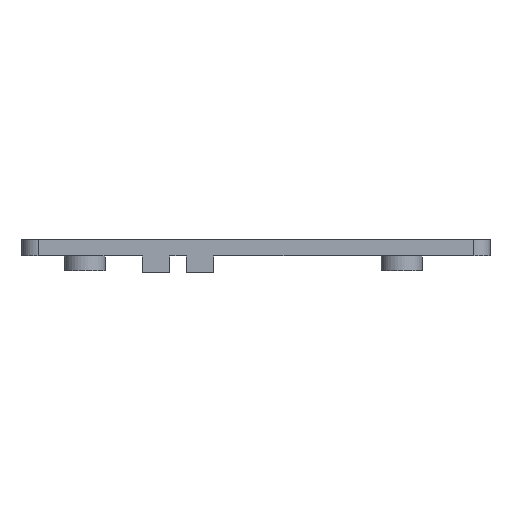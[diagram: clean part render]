
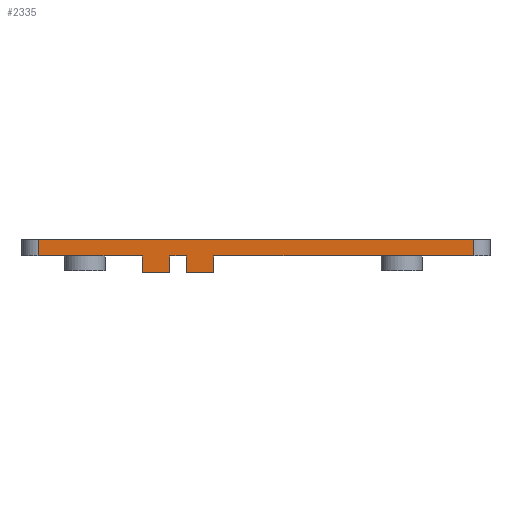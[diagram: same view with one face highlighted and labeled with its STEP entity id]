
A CAD part, front view. The second image highlights one B-rep face of the part: STEP entity #2335.
In plain terms, the highlighted planar face has unit normal (0, -1, 0).
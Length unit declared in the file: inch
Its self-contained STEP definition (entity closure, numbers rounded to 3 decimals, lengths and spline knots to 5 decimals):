
#18 = VECTOR ( 'NONE', #2408, 39.37008 ) ;
#32 = CARTESIAN_POINT ( 'NONE',  ( 2.75, 0., 0. ) ) ;
#57 = LINE ( 'NONE', #1687, #1145 ) ;
#71 = DIRECTION ( 'NONE',  ( 1., 0., 0. ) ) ;
#76 = EDGE_CURVE ( 'NONE', #78, #319, #2656, .T. ) ;
#78 = VERTEX_POINT ( 'NONE', #178 ) ;
#85 = ORIENTED_EDGE ( 'NONE', *, *, #1773, .F. ) ;
#159 = EDGE_CURVE ( 'NONE', #2631, #1860, #2783, .T. ) ;
#178 = CARTESIAN_POINT ( 'NONE',  ( 0.90042, 0., 0. ) ) ;
#182 = LINE ( 'NONE', #2256, #2277 ) ;
#208 = DIRECTION ( 'NONE',  ( 1., 0., 0. ) ) ;
#216 = CARTESIAN_POINT ( 'NONE',  ( 0.7329, 0., 0. ) ) ;
#234 = CARTESIAN_POINT ( 'NONE',  ( 1.16794, 0., -0.1 ) ) ;
#319 = VERTEX_POINT ( 'NONE', #2698 ) ;
#328 = LINE ( 'NONE', #1307, #1610 ) ;
#331 = DIRECTION ( 'NONE',  ( -1., 0., 0. ) ) ;
#347 = VECTOR ( 'NONE', #208, 39.37008 ) ;
#422 = CARTESIAN_POINT ( 'NONE',  ( 2.75, 0., 0.1 ) ) ;
#440 = DIRECTION ( 'NONE',  ( 0., 0., -1. ) ) ;
#491 = ORIENTED_EDGE ( 'NONE', *, *, #2738, .T. ) ;
#561 = EDGE_CURVE ( 'NONE', #2134, #1042, #57, .T. ) ;
#650 = EDGE_CURVE ( 'NONE', #1042, #2105, #182, .T. ) ;
#720 = ORIENTED_EDGE ( 'NONE', *, *, #1837, .T. ) ;
#813 = ORIENTED_EDGE ( 'NONE', *, *, #1066, .F. ) ;
#846 = VECTOR ( 'NONE', #331, 39.37008 ) ;
#875 = CARTESIAN_POINT ( 'NONE',  ( 0.7329, 0., -0.1 ) ) ;
#880 = DIRECTION ( 'NONE',  ( -1., 0., 0. ) ) ;
#925 = VERTEX_POINT ( 'NONE', #234 ) ;
#943 = VERTEX_POINT ( 'NONE', #422 ) ;
#944 = PLANE ( 'NONE',  #1047 ) ;
#988 = EDGE_CURVE ( 'NONE', #2134, #943, #1656, .T. ) ;
#1035 = ORIENTED_EDGE ( 'NONE', *, *, #1855, .F. ) ;
#1042 = VERTEX_POINT ( 'NONE', #1089 ) ;
#1047 = AXIS2_PLACEMENT_3D ( 'NONE', #1582, #1337, #2655 ) ;
#1066 = EDGE_CURVE ( 'NONE', #943, #1860, #2409, .T. ) ;
#1089 = CARTESIAN_POINT ( 'NONE',  ( 0.1, 0., 0. ) ) ;
#1094 = CARTESIAN_POINT ( 'NONE',  ( 1.00042, 0., -0.1 ) ) ;
#1097 = DIRECTION ( 'NONE',  ( 0., 0., 1. ) ) ;
#1145 = VECTOR ( 'NONE', #1465, 39.37008 ) ;
#1199 = ORIENTED_EDGE ( 'NONE', *, *, #650, .T. ) ;
#1307 = CARTESIAN_POINT ( 'NONE',  ( 1.00042, 0., 0.41231 ) ) ;
#1322 = CARTESIAN_POINT ( 'NONE',  ( 0.7329, 0., -0.1 ) ) ;
#1337 = DIRECTION ( 'NONE',  ( 0., 1., 0. ) ) ;
#1340 = FACE_OUTER_BOUND ( 'NONE', #1641, .T. ) ;
#1344 = DIRECTION ( 'NONE',  ( 0., 0., -1. ) ) ;
#1438 = LINE ( 'NONE', #2363, #1809 ) ;
#1444 = LINE ( 'NONE', #1997, #2113 ) ;
#1465 = DIRECTION ( 'NONE',  ( 0., 0., -1. ) ) ;
#1492 = VECTOR ( 'NONE', #1742, 39.37008 ) ;
#1499 = DIRECTION ( 'NONE',  ( 0., 0., 1. ) ) ;
#1582 = CARTESIAN_POINT ( 'NONE',  ( 0.1, 0., 0.1 ) ) ;
#1610 = VECTOR ( 'NONE', #1344, 39.37008 ) ;
#1624 = CARTESIAN_POINT ( 'NONE',  ( 0.7329, 0., -0.1 ) ) ;
#1640 = ORIENTED_EDGE ( 'NONE', *, *, #159, .T. ) ;
#1641 = EDGE_LOOP ( 'NONE', ( #2761, #491, #1035, #720, #1640, #813, #2457, #2407, #1199, #2528, #85, #2594 ) ) ;
#1656 = LINE ( 'NONE', #1755, #18 ) ;
#1687 = CARTESIAN_POINT ( 'NONE',  ( 0.1, 0., 0.1 ) ) ;
#1705 = CARTESIAN_POINT ( 'NONE',  ( 0.1, 0., 0. ) ) ;
#1739 = CARTESIAN_POINT ( 'NONE',  ( 0.90042, 0., -0.1 ) ) ;
#1742 = DIRECTION ( 'NONE',  ( 1., 0., 0. ) ) ;
#1744 = LINE ( 'NONE', #875, #1876 ) ;
#1746 = CARTESIAN_POINT ( 'NONE',  ( 2.75, 0., 0.1 ) ) ;
#1755 = CARTESIAN_POINT ( 'NONE',  ( 0.1, 0., 0.1 ) ) ;
#1773 = EDGE_CURVE ( 'NONE', #2145, #2287, #2710, .T. ) ;
#1809 = VECTOR ( 'NONE', #1499, 39.37008 ) ;
#1812 = EDGE_CURVE ( 'NONE', #78, #2145, #2779, .T. ) ;
#1837 = EDGE_CURVE ( 'NONE', #925, #2631, #1444, .T. ) ;
#1855 = EDGE_CURVE ( 'NONE', #925, #2733, #1744, .T. ) ;
#1860 = VERTEX_POINT ( 'NONE', #32 ) ;
#1876 = VECTOR ( 'NONE', #880, 39.37008 ) ;
#1900 = CARTESIAN_POINT ( 'NONE',  ( 0.90042, 0., 0.41231 ) ) ;
#1944 = CARTESIAN_POINT ( 'NONE',  ( 1.16794, 0., 0. ) ) ;
#1990 = VECTOR ( 'NONE', #2122, 39.37008 ) ;
#1997 = CARTESIAN_POINT ( 'NONE',  ( 1.16794, 0., -0.1 ) ) ;
#2088 = EDGE_CURVE ( 'NONE', #2287, #2105, #1438, .T. ) ;
#2105 = VERTEX_POINT ( 'NONE', #216 ) ;
#2113 = VECTOR ( 'NONE', #1097, 39.37008 ) ;
#2122 = DIRECTION ( 'NONE',  ( 0., 0., -1. ) ) ;
#2134 = VERTEX_POINT ( 'NONE', #2343 ) ;
#2145 = VERTEX_POINT ( 'NONE', #1739 ) ;
#2256 = CARTESIAN_POINT ( 'NONE',  ( 0.1, 0., 0. ) ) ;
#2277 = VECTOR ( 'NONE', #71, 39.37008 ) ;
#2287 = VERTEX_POINT ( 'NONE', #1322 ) ;
#2335 = ADVANCED_FACE ( 'NONE', ( #1340 ), #944, .F. ) ;
#2343 = CARTESIAN_POINT ( 'NONE',  ( 0.1, 0., 0.1 ) ) ;
#2363 = CARTESIAN_POINT ( 'NONE',  ( 0.7329, 0., -0.1 ) ) ;
#2407 = ORIENTED_EDGE ( 'NONE', *, *, #561, .T. ) ;
#2408 = DIRECTION ( 'NONE',  ( 1., 0., 0. ) ) ;
#2409 = LINE ( 'NONE', #1746, #2577 ) ;
#2411 = CARTESIAN_POINT ( 'NONE',  ( 0.1, 0., 0. ) ) ;
#2457 = ORIENTED_EDGE ( 'NONE', *, *, #988, .F. ) ;
#2528 = ORIENTED_EDGE ( 'NONE', *, *, #2088, .F. ) ;
#2577 = VECTOR ( 'NONE', #440, 39.37008 ) ;
#2594 = ORIENTED_EDGE ( 'NONE', *, *, #1812, .F. ) ;
#2631 = VERTEX_POINT ( 'NONE', #1944 ) ;
#2655 = DIRECTION ( 'NONE',  ( 0., 0., 1. ) ) ;
#2656 = LINE ( 'NONE', #1705, #347 ) ;
#2698 = CARTESIAN_POINT ( 'NONE',  ( 1.00042, 0., 0. ) ) ;
#2710 = LINE ( 'NONE', #1624, #846 ) ;
#2733 = VERTEX_POINT ( 'NONE', #1094 ) ;
#2738 = EDGE_CURVE ( 'NONE', #319, #2733, #328, .T. ) ;
#2761 = ORIENTED_EDGE ( 'NONE', *, *, #76, .T. ) ;
#2779 = LINE ( 'NONE', #1900, #1990 ) ;
#2783 = LINE ( 'NONE', #2411, #1492 ) ;
